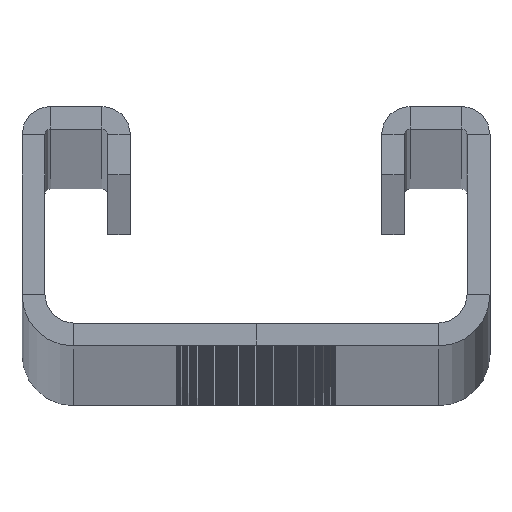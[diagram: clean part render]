
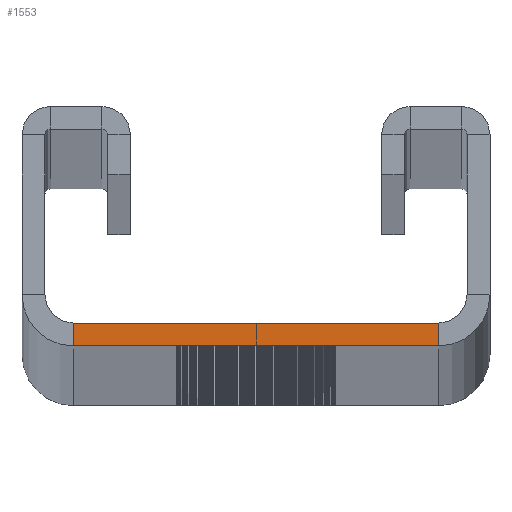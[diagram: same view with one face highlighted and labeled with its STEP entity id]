
A CAD part, top view. The second image highlights one B-rep face of the part: STEP entity #1553.
In plain terms, the highlighted planar face has unit normal (0, 0, 1).
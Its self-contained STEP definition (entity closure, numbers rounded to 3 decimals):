
#240 = VERTEX_POINT ( 'NONE', #9670 ) ;
#388 = CARTESIAN_POINT ( 'NONE',  ( 18.5, 4.5, 3000. ) ) ;
#1170 = DIRECTION ( 'NONE',  ( 1., 0., 0. ) ) ;
#1347 = ORIENTED_EDGE ( 'NONE', *, *, #4987, .T. ) ;
#1553 = ADVANCED_FACE ( 'NONE', ( #10034 ), #9506, .T. ) ;
#1792 = CARTESIAN_POINT ( 'NONE',  ( -16., 2., 3000. ) ) ;
#1918 = VECTOR ( 'NONE', #1170, 1000. ) ;
#2211 = LINE ( 'NONE', #7558, #1918 ) ;
#2230 = DIRECTION ( 'NONE',  ( 1., 0., 0. ) ) ;
#2390 = AXIS2_PLACEMENT_3D ( 'NONE', #388, #7699, #2230 ) ;
#3803 = VECTOR ( 'NONE', #11561, 1000. ) ;
#3896 = CARTESIAN_POINT ( 'NONE',  ( 16., 0., 3000. ) ) ;
#4168 = EDGE_CURVE ( 'NONE', #9381, #240, #7819, .T. ) ;
#4248 = CARTESIAN_POINT ( 'NONE',  ( -16., 2., 3000. ) ) ;
#4987 = EDGE_CURVE ( 'NONE', #5766, #8888, #11376, .T. ) ;
#5273 = ORIENTED_EDGE ( 'NONE', *, *, #4168, .T. ) ;
#5389 = VECTOR ( 'NONE', #6438, 1000. ) ;
#5576 = EDGE_LOOP ( 'NONE', ( #6783, #5273, #6784, #1347 ) ) ;
#5766 = VERTEX_POINT ( 'NONE', #1792 ) ;
#6438 = DIRECTION ( 'NONE',  ( 0., 1., 0. ) ) ;
#6712 = VECTOR ( 'NONE', #10844, 1000. ) ;
#6783 = ORIENTED_EDGE ( 'NONE', *, *, #11468, .T. ) ;
#6784 = ORIENTED_EDGE ( 'NONE', *, *, #7112, .F. ) ;
#6835 = CARTESIAN_POINT ( 'NONE',  ( -16., 0., 3000. ) ) ;
#7112 = EDGE_CURVE ( 'NONE', #5766, #240, #2211, .T. ) ;
#7558 = CARTESIAN_POINT ( 'NONE',  ( 16., 2., 3000. ) ) ;
#7699 = DIRECTION ( 'NONE',  ( 0., 0., 1. ) ) ;
#7819 = LINE ( 'NONE', #10959, #5389 ) ;
#8888 = VERTEX_POINT ( 'NONE', #6835 ) ;
#9381 = VERTEX_POINT ( 'NONE', #3896 ) ;
#9402 = LINE ( 'NONE', #9933, #6712 ) ;
#9506 = PLANE ( 'NONE',  #2390 ) ;
#9670 = CARTESIAN_POINT ( 'NONE',  ( 16., 2., 3000. ) ) ;
#9933 = CARTESIAN_POINT ( 'NONE',  ( 16., 0., 3000. ) ) ;
#10034 = FACE_OUTER_BOUND ( 'NONE', #5576, .T. ) ;
#10844 = DIRECTION ( 'NONE',  ( 1., 0., 0. ) ) ;
#10959 = CARTESIAN_POINT ( 'NONE',  ( 16., 0., 3000. ) ) ;
#11376 = LINE ( 'NONE', #4248, #3803 ) ;
#11468 = EDGE_CURVE ( 'NONE', #8888, #9381, #9402, .T. ) ;
#11561 = DIRECTION ( 'NONE',  ( 0., -1., 0. ) ) ;
